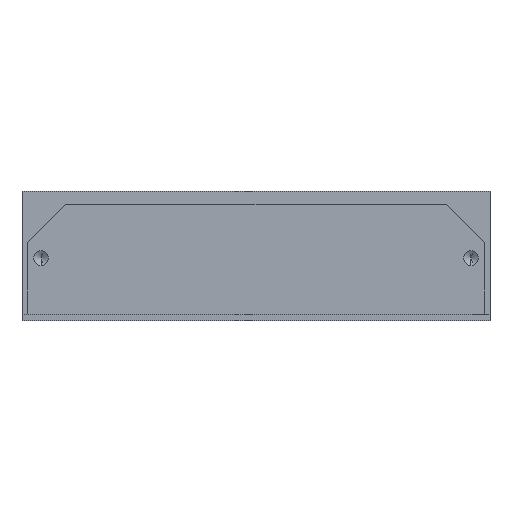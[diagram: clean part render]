
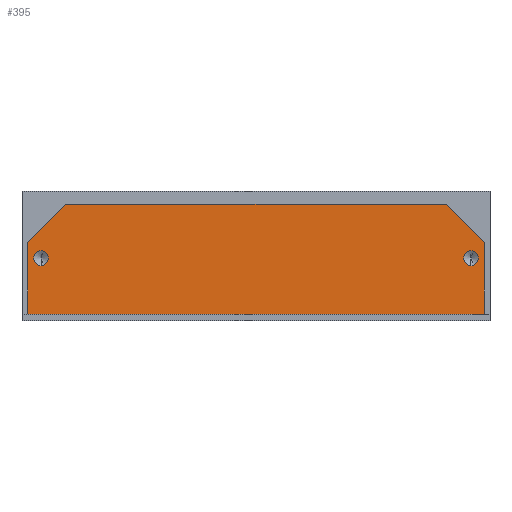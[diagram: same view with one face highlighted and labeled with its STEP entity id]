
A CAD part, front view. The second image highlights one B-rep face of the part: STEP entity #395.
In plain terms, the highlighted planar face has unit normal (0, -1, 0).
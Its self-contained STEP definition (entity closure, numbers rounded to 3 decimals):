
#15 = ORIENTED_EDGE ( 'NONE', *, *, #892, .F. ) ;
#17 = LINE ( 'NONE', #157, #50 ) ;
#20 = VERTEX_POINT ( 'NONE', #640 ) ;
#26 = EDGE_CURVE ( 'NONE', #688, #20, #352, .T. ) ;
#28 = DIRECTION ( 'NONE',  ( 0.707, 0., 0.707 ) ) ;
#34 = EDGE_CURVE ( 'NONE', #290, #20, #74, .T. ) ;
#42 = VERTEX_POINT ( 'NONE', #845 ) ;
#50 = VECTOR ( 'NONE', #307, 1000. ) ;
#74 = LINE ( 'NONE', #701, #281 ) ;
#82 = DIRECTION ( 'NONE',  ( 0., 0., -1. ) ) ;
#83 = ORIENTED_EDGE ( 'NONE', *, *, #408, .F. ) ;
#84 = ORIENTED_EDGE ( 'NONE', *, *, #457, .F. ) ;
#129 = DIRECTION ( 'NONE',  ( 0., 0., -1. ) ) ;
#134 = CARTESIAN_POINT ( 'NONE',  ( -50.95, 1.5, 3.5 ) ) ;
#157 = CARTESIAN_POINT ( 'NONE',  ( 42.45, 1.5, 12. ) ) ;
#193 = CARTESIAN_POINT ( 'NONE',  ( 42.45, 1.5, 12. ) ) ;
#194 = FACE_BOUND ( 'NONE', #545, .T. ) ;
#218 = ORIENTED_EDGE ( 'NONE', *, *, #26, .T. ) ;
#222 = AXIS2_PLACEMENT_3D ( 'NONE', #363, #508, #502 ) ;
#229 = VERTEX_POINT ( 'NONE', #678 ) ;
#236 = EDGE_CURVE ( 'NONE', #229, #876, #476, .T. ) ;
#242 = CARTESIAN_POINT ( 'NONE',  ( 48., 1.5, 0. ) ) ;
#251 = EDGE_LOOP ( 'NONE', ( #218, #574, #15, #371, #445, #84 ) ) ;
#253 = DIRECTION ( 'NONE',  ( 1., 0., 0. ) ) ;
#268 = DIRECTION ( 'NONE',  ( 0., 0., 1. ) ) ;
#281 = VECTOR ( 'NONE', #927, 1000. ) ;
#288 = VECTOR ( 'NONE', #28, 1000. ) ;
#290 = VERTEX_POINT ( 'NONE', #497 ) ;
#305 = AXIS2_PLACEMENT_3D ( 'NONE', #449, #509, #82 ) ;
#307 = DIRECTION ( 'NONE',  ( 0.707, 0., -0.707 ) ) ;
#332 = DIRECTION ( 'NONE',  ( 1., 0., 0. ) ) ;
#336 = EDGE_LOOP ( 'NONE', ( #584, #527 ) ) ;
#341 = CIRCLE ( 'NONE', #918, 1.65 ) ;
#349 = FACE_BOUND ( 'NONE', #336, .T. ) ;
#352 = LINE ( 'NONE', #642, #673 ) ;
#363 = CARTESIAN_POINT ( 'NONE',  ( -48., 1.5, 0. ) ) ;
#365 = VERTEX_POINT ( 'NONE', #134 ) ;
#371 = ORIENTED_EDGE ( 'NONE', *, *, #621, .F. ) ;
#377 = CARTESIAN_POINT ( 'NONE',  ( -50.95, 1.5, -12.5 ) ) ;
#395 = ADVANCED_FACE ( 'NONE', ( #349, #194, #772 ), #632, .F. ) ;
#406 = CARTESIAN_POINT ( 'NONE',  ( -50.95, 1.5, -12.5 ) ) ;
#408 = EDGE_CURVE ( 'NONE', #876, #229, #341, .T. ) ;
#409 = VECTOR ( 'NONE', #253, 1000. ) ;
#412 = CARTESIAN_POINT ( 'NONE',  ( -48., 1.5, 0. ) ) ;
#422 = VECTOR ( 'NONE', #909, 1000. ) ;
#426 = ORIENTED_EDGE ( 'NONE', *, *, #236, .F. ) ;
#445 = ORIENTED_EDGE ( 'NONE', *, *, #706, .F. ) ;
#449 = CARTESIAN_POINT ( 'NONE',  ( 48., 1.5, 0. ) ) ;
#454 = LINE ( 'NONE', #679, #288 ) ;
#457 = EDGE_CURVE ( 'NONE', #688, #365, #614, .T. ) ;
#476 = CIRCLE ( 'NONE', #222, 1.65 ) ;
#489 = DIRECTION ( 'NONE',  ( 0., 0., -1. ) ) ;
#492 = DIRECTION ( 'NONE',  ( 0., 1., 0. ) ) ;
#497 = CARTESIAN_POINT ( 'NONE',  ( 50.95, 1.5, 3.5 ) ) ;
#502 = DIRECTION ( 'NONE',  ( 0., 0., -1. ) ) ;
#508 = DIRECTION ( 'NONE',  ( 0., -1., 0. ) ) ;
#509 = DIRECTION ( 'NONE',  ( 0., -1., 0. ) ) ;
#527 = ORIENTED_EDGE ( 'NONE', *, *, #864, .F. ) ;
#532 = VERTEX_POINT ( 'NONE', #193 ) ;
#540 = DIRECTION ( 'NONE',  ( 0., -1., 0. ) ) ;
#545 = EDGE_LOOP ( 'NONE', ( #83, #426 ) ) ;
#553 = DIRECTION ( 'NONE',  ( 0., -1., 0. ) ) ;
#557 = LINE ( 'NONE', #907, #409 ) ;
#574 = ORIENTED_EDGE ( 'NONE', *, *, #34, .F. ) ;
#576 = EDGE_CURVE ( 'NONE', #728, #42, #847, .T. ) ;
#584 = ORIENTED_EDGE ( 'NONE', *, *, #576, .F. ) ;
#597 = CIRCLE ( 'NONE', #305, 1.65 ) ;
#614 = LINE ( 'NONE', #406, #422 ) ;
#620 = CARTESIAN_POINT ( 'NONE',  ( -52.25, 1.5, -12.5 ) ) ;
#621 = EDGE_CURVE ( 'NONE', #911, #532, #557, .T. ) ;
#632 = PLANE ( 'NONE',  #644 ) ;
#640 = CARTESIAN_POINT ( 'NONE',  ( 50.95, 1.5, -12.5 ) ) ;
#642 = CARTESIAN_POINT ( 'NONE',  ( -52.25, 1.5, -12.5 ) ) ;
#644 = AXIS2_PLACEMENT_3D ( 'NONE', #620, #492, #268 ) ;
#656 = CARTESIAN_POINT ( 'NONE',  ( -48., 1.5, -1.65 ) ) ;
#673 = VECTOR ( 'NONE', #332, 1000. ) ;
#678 = CARTESIAN_POINT ( 'NONE',  ( -48., 1.5, 1.65 ) ) ;
#679 = CARTESIAN_POINT ( 'NONE',  ( -50.95, 1.5, 3.5 ) ) ;
#686 = CARTESIAN_POINT ( 'NONE',  ( 48., 1.5, -1.65 ) ) ;
#688 = VERTEX_POINT ( 'NONE', #377 ) ;
#701 = CARTESIAN_POINT ( 'NONE',  ( 50.95, 1.5, 3.5 ) ) ;
#706 = EDGE_CURVE ( 'NONE', #365, #911, #454, .T. ) ;
#728 = VERTEX_POINT ( 'NONE', #686 ) ;
#738 = CARTESIAN_POINT ( 'NONE',  ( -42.45, 1.5, 12. ) ) ;
#772 = FACE_OUTER_BOUND ( 'NONE', #251, .T. ) ;
#845 = CARTESIAN_POINT ( 'NONE',  ( 48., 1.5, 1.65 ) ) ;
#847 = CIRCLE ( 'NONE', #874, 1.65 ) ;
#864 = EDGE_CURVE ( 'NONE', #42, #728, #597, .T. ) ;
#874 = AXIS2_PLACEMENT_3D ( 'NONE', #242, #540, #489 ) ;
#876 = VERTEX_POINT ( 'NONE', #656 ) ;
#892 = EDGE_CURVE ( 'NONE', #532, #290, #17, .T. ) ;
#907 = CARTESIAN_POINT ( 'NONE',  ( -42.45, 1.5, 12. ) ) ;
#909 = DIRECTION ( 'NONE',  ( 0., 0., 1. ) ) ;
#911 = VERTEX_POINT ( 'NONE', #738 ) ;
#918 = AXIS2_PLACEMENT_3D ( 'NONE', #412, #553, #129 ) ;
#927 = DIRECTION ( 'NONE',  ( 0., 0., -1. ) ) ;
